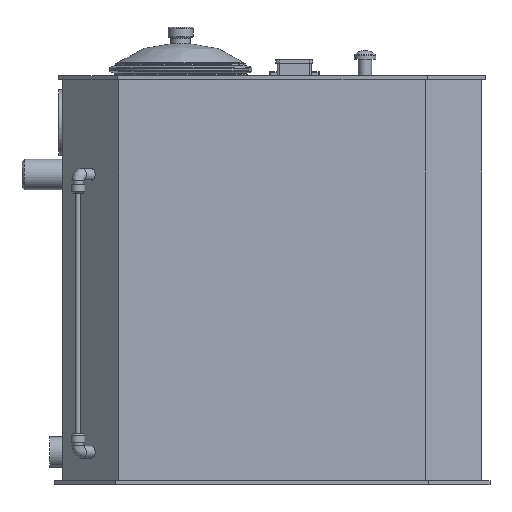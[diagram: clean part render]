
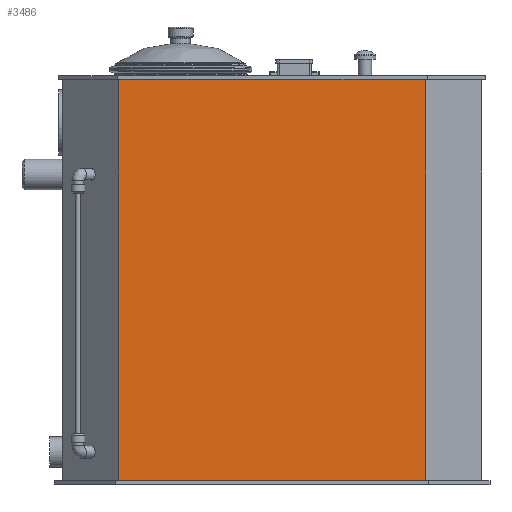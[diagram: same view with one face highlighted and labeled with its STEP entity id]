
A CAD part, front view. The second image highlights one B-rep face of the part: STEP entity #3486.
In plain terms, the highlighted planar face has unit normal (0, -1, 0).
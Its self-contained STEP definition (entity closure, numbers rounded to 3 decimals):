
#131=LINE('',#5242,#406);
#140=LINE('',#5262,#415);
#141=LINE('',#5263,#416);
#142=LINE('',#5264,#417);
#406=VECTOR('',#4197,10.);
#415=VECTOR('',#4224,10.);
#416=VECTOR('',#4225,10.);
#417=VECTOR('',#4226,10.);
#675=PLANE('',#3763);
#938=FACE_OUTER_BOUND('',#1199,.T.);
#1199=EDGE_LOOP('',(#2549,#2550,#2551,#2552));
#1665=VERTEX_POINT('',#5227);
#1672=VERTEX_POINT('',#5240);
#1673=VERTEX_POINT('',#5260);
#1674=VERTEX_POINT('',#5261);
#2013=EDGE_CURVE('',#1672,#1665,#131,.T.);
#2022=EDGE_CURVE('',#1673,#1674,#140,.T.);
#2023=EDGE_CURVE('',#1665,#1674,#141,.T.);
#2024=EDGE_CURVE('',#1672,#1673,#142,.T.);
#2549=ORIENTED_EDGE('',*,*,#2022,.T.);
#2550=ORIENTED_EDGE('',*,*,#2023,.F.);
#2551=ORIENTED_EDGE('',*,*,#2013,.F.);
#2552=ORIENTED_EDGE('',*,*,#2024,.T.);
#3486=ADVANCED_FACE('',(#938),#675,.T.);
#3763=AXIS2_PLACEMENT_3D('',#5259,#4222,#4223);
#4197=DIRECTION('',(-1.,0.,0.));
#4222=DIRECTION('center_axis',(0.,-1.,0.));
#4223=DIRECTION('ref_axis',(0.,0.,1.));
#4224=DIRECTION('',(-1.,0.,0.));
#4225=DIRECTION('',(0.,0.,1.));
#4226=DIRECTION('',(0.,0.,1.));
#5227=CARTESIAN_POINT('',(-376.716,-240.,10.));
#5240=CARTESIAN_POINT('',(376.716,-240.,10.));
#5242=CARTESIAN_POINT('',(188.358,-240.,10.));
#5259=CARTESIAN_POINT('Origin',(376.716,-240.,10.));
#5260=CARTESIAN_POINT('',(376.716,-240.,995.));
#5261=CARTESIAN_POINT('',(-376.716,-240.,995.));
#5262=CARTESIAN_POINT('',(376.716,-240.,995.));
#5263=CARTESIAN_POINT('',(-376.716,-240.,10.));
#5264=CARTESIAN_POINT('',(376.716,-240.,10.));
